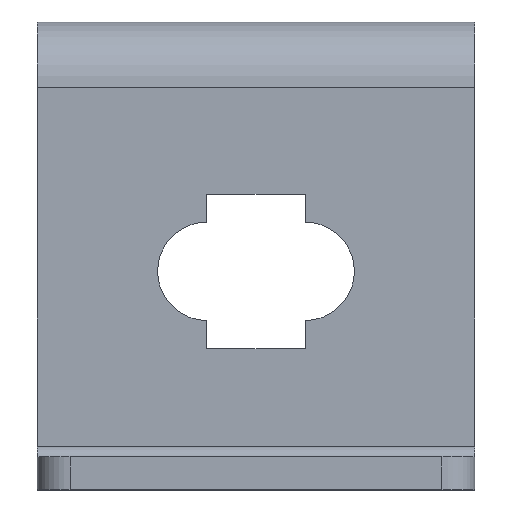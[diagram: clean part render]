
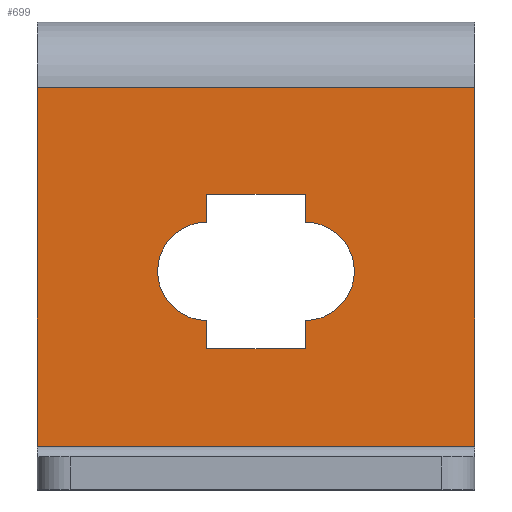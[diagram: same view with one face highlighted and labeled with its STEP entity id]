
A CAD part, top view. The second image highlights one B-rep face of the part: STEP entity #699.
In plain terms, the highlighted planar face has unit normal (0, 0, 1).
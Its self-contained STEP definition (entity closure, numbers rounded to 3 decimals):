
#100=DIRECTION('',(1.,0.,0.));
#101=VECTOR('',#100,40.);
#102=CARTESIAN_POINT('',(-20.,36.804,-23.));
#103=LINE('',#102,#101);
#109=DIRECTION('',(1.,0.,0.));
#110=VECTOR('',#109,9.);
#111=CARTESIAN_POINT('',(-4.5,27.062,-23.));
#112=LINE('',#111,#110);
#113=DIRECTION('',(0.,1.,0.));
#114=VECTOR('',#113,2.562);
#115=CARTESIAN_POINT('',(-4.5,24.5,-23.));
#116=LINE('',#115,#114);
#117=CARTESIAN_POINT('',(-4.5,20.,-23.));
#118=DIRECTION('',(0.,0.,1.));
#119=DIRECTION('',(0.,1.,0.));
#120=AXIS2_PLACEMENT_3D('',#117,#118,#119);
#122=DIRECTION('',(0.,1.,0.));
#123=VECTOR('',#122,2.562);
#124=CARTESIAN_POINT('',(-4.5,12.938,-23.));
#125=LINE('',#124,#123);
#126=DIRECTION('',(-1.,0.,0.));
#127=VECTOR('',#126,9.);
#128=CARTESIAN_POINT('',(4.5,12.938,-23.));
#129=LINE('',#128,#127);
#130=DIRECTION('',(0.,-1.,0.));
#131=VECTOR('',#130,2.562);
#132=CARTESIAN_POINT('',(4.5,15.5,-23.));
#133=LINE('',#132,#131);
#134=CARTESIAN_POINT('',(4.5,20.,-23.));
#135=DIRECTION('',(0.,0.,1.));
#136=DIRECTION('',(0.,-1.,0.));
#137=AXIS2_PLACEMENT_3D('',#134,#135,#136);
#139=DIRECTION('',(0.,-1.,0.));
#140=VECTOR('',#139,2.562);
#141=CARTESIAN_POINT('',(4.5,27.062,-23.));
#142=LINE('',#141,#140);
#147=DIRECTION('',(0.,1.,0.));
#148=VECTOR('',#147,32.804);
#149=CARTESIAN_POINT('',(-20.,4.,-23.));
#150=LINE('',#149,#148);
#215=DIRECTION('',(0.,1.,0.));
#216=VECTOR('',#215,32.804);
#217=CARTESIAN_POINT('',(20.,4.,-23.));
#218=LINE('',#217,#216);
#327=DIRECTION('',(1.,0.,0.));
#328=VECTOR('',#327,40.);
#329=CARTESIAN_POINT('',(-20.,4.,-23.));
#330=LINE('',#329,#328);
#409=CARTESIAN_POINT('',(-20.,4.,-23.));
#410=CARTESIAN_POINT('',(20.,4.,-23.));
#411=VERTEX_POINT('',#409);
#412=VERTEX_POINT('',#410);
#421=CARTESIAN_POINT('',(-20.,36.804,-23.));
#422=CARTESIAN_POINT('',(20.,36.804,-23.));
#423=VERTEX_POINT('',#421);
#424=VERTEX_POINT('',#422);
#489=CARTESIAN_POINT('',(-4.5,27.062,-23.));
#490=CARTESIAN_POINT('',(4.5,27.062,-23.));
#491=VERTEX_POINT('',#489);
#492=VERTEX_POINT('',#490);
#493=CARTESIAN_POINT('',(4.5,24.5,-23.));
#494=VERTEX_POINT('',#493);
#495=CARTESIAN_POINT('',(4.5,15.5,-23.));
#496=CARTESIAN_POINT('',(4.5,12.938,-23.));
#497=VERTEX_POINT('',#495);
#498=VERTEX_POINT('',#496);
#499=CARTESIAN_POINT('',(-4.5,12.938,-23.));
#500=VERTEX_POINT('',#499);
#501=CARTESIAN_POINT('',(-4.5,15.5,-23.));
#502=VERTEX_POINT('',#501);
#503=CARTESIAN_POINT('',(-4.5,24.5,-23.));
#504=VERTEX_POINT('',#503);
#667=CARTESIAN_POINT('',(-20.,0.,-23.));
#668=DIRECTION('',(0.,0.,-1.));
#669=DIRECTION('',(0.,1.,0.));
#670=AXIS2_PLACEMENT_3D('',#667,#668,#669);
#671=PLANE('',#670);
#673=ORIENTED_EDGE('',*,*,#672,.T.);
#674=ORIENTED_EDGE('',*,*,#661,.T.);
#676=ORIENTED_EDGE('',*,*,#675,.F.);
#678=ORIENTED_EDGE('',*,*,#677,.F.);
#679=EDGE_LOOP('',(#673,#674,#676,#678));
#680=FACE_OUTER_BOUND('',#679,.F.);
#682=ORIENTED_EDGE('',*,*,#681,.F.);
#684=ORIENTED_EDGE('',*,*,#683,.F.);
#686=ORIENTED_EDGE('',*,*,#685,.T.);
#688=ORIENTED_EDGE('',*,*,#687,.F.);
#690=ORIENTED_EDGE('',*,*,#689,.F.);
#692=ORIENTED_EDGE('',*,*,#691,.F.);
#694=ORIENTED_EDGE('',*,*,#693,.T.);
#696=ORIENTED_EDGE('',*,*,#695,.F.);
#697=EDGE_LOOP('',(#682,#684,#686,#688,#690,#692,#694,#696));
#698=FACE_BOUND('',#697,.F.);
#699=ADVANCED_FACE('',(#680,#698),#671,.F.);
#121=CIRCLE('',#120,4.5);
#138=CIRCLE('',#137,4.5);
#661=EDGE_CURVE('',#423,#424,#103,.T.);
#672=EDGE_CURVE('',#411,#423,#150,.T.);
#675=EDGE_CURVE('',#412,#424,#218,.T.);
#677=EDGE_CURVE('',#411,#412,#330,.T.);
#681=EDGE_CURVE('',#491,#492,#112,.T.);
#683=EDGE_CURVE('',#504,#491,#116,.T.);
#685=EDGE_CURVE('',#504,#502,#121,.T.);
#687=EDGE_CURVE('',#500,#502,#125,.T.);
#689=EDGE_CURVE('',#498,#500,#129,.T.);
#691=EDGE_CURVE('',#497,#498,#133,.T.);
#693=EDGE_CURVE('',#497,#494,#138,.T.);
#695=EDGE_CURVE('',#492,#494,#142,.T.);
